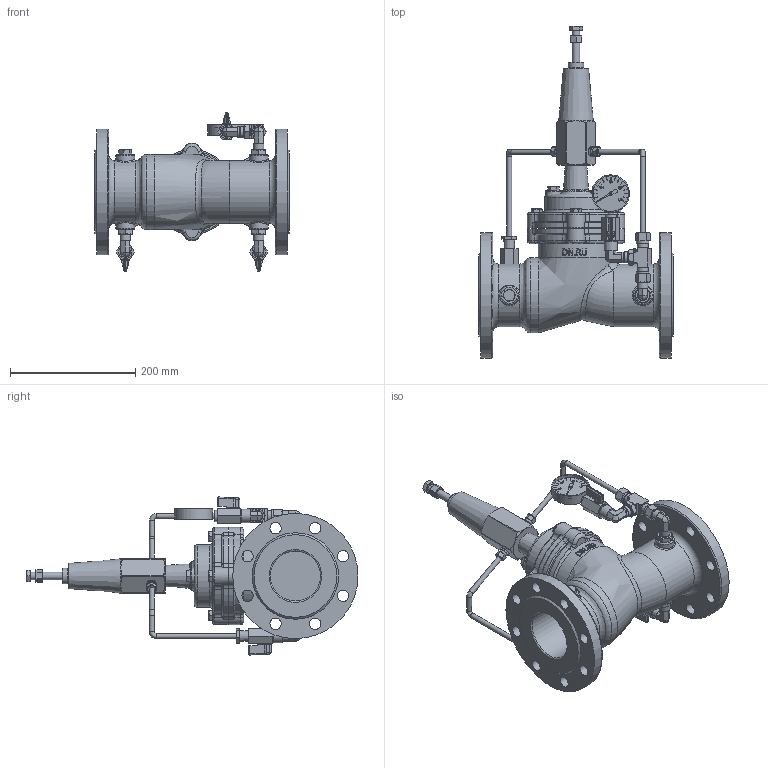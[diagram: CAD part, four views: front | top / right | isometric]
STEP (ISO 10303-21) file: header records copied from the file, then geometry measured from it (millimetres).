
FILE_DESCRIPTION(/* description */ (''),/* implementation_level */ '2;1');
FILE_NAME(/* name */ 'DN80_3D_STEP.stp',/* time_stamp */ '2024-12-22T19:23:34+03:00',/* author */ ('igorr'),/* organization */ (''),/* preprocessor_version */ 'ST-DEVELOPER v20',/* originating_system */ 'Autodesk Inventor 2025',/* authorisation */ '');
FILE_SCHEMA (('AUTOMOTIVE_DESIGN { 1 0 10303 214 3 1 1 }'));
Products named in the file (14): Сборка1; Деталь1; Деталь2; AS 1110 - M12 x 60; ANSI B18.2.4.2M - M12x1,75; AS 1110 - M12 x 20; AS 1110 - M10 x 16; Parker, симметричный входящий 
тройник VS272NTA VS272NTA-8-8; Parker, входящее колено,
 шарнирное 90° W169PL W169PL-6-
8; Parker, охватываемый-охватывающий 
концы труб, компактная 
ручка, шаровой мини-
клапан608 MV608-8; Деталь3; JIS B 2301 Втулка типа 
i - Класс II 3/8 x 1/4; Деталь5; Деталь4
Assembly tree (25 placements, depth 2):
  Сборка1
    Деталь1
    Деталь2
    AS 1110 - M12 x 60
    ANSI B18.2.4.2M - M12x1,75
    AS 1110 - M12 x 20
    AS 1110 - M10 x 16  x6
    Parker, входящее колено,
 шарнирное 90° W169PL W169PL-6-
8  x4
    Parker, симметричный входящий 
тройник VS272NTA VS272NTA-8-8
    Parker, охватываемый-охватывающий 
концы труб, компактная 
ручка, шаровой мини-
клапан608 MV608-8  x3
    Деталь3  x2
    JIS B 2301 Втулка типа 
i - Класс II 3/8 x 1/4  x2
    Деталь5
    Деталь4
Bounding box: 310 x 530 x 252.51 mm (x, y, z)
Volume: 4616758.6 mm3; surface area: 517451.9 mm2
Topology: 25 solids, 25 shells, 1442 faces, 3399 edges, 2141 vertices
Faces by surface type: plane 725, cylinder 281, cone 207, bspline 119, torus 98, sphere 12
Full cylindrical faces by diameter (mm): 2.03 x1, 3 x1, 7 x3, 7.544 x8, 7.732 x4, 8 x9, 8.585 x2, 9.652 x3, 10 x7, 10.106 x1, 10.302 x1, 11 x6, 11.445 x2, 12 x6, 12.065 x3, 12.446 x3, 13.167 x4, 13.194 x3, 15 x3, 16 x6, 16.459 x4, 16.669 x8, 16.764 x8, 17.005 x2, 17.536 x1, 18 x19, 20.066 x2, 21.158 x6, 25 x3, 30 x4
Entity records: 34780 total; most frequent: CARTESIAN_POINT 9819, ORIENTED_EDGE 5048, DIRECTION 4714, EDGE_CURVE 2524, AXIS2_PLACEMENT_3D 1787, VERTEX_POINT 1609, EDGE_LOOP 1189, LINE 1140
